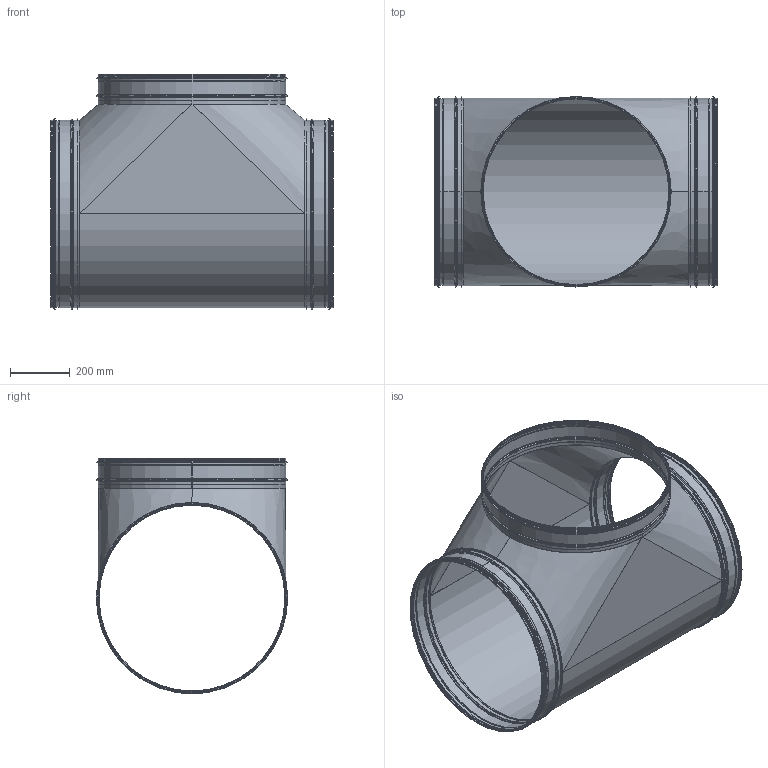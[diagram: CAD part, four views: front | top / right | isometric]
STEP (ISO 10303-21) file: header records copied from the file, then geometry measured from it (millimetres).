
FILE_DESCRIPTION((''),'2;1');
FILE_NAME('HTK_630-630.stp','2014-02-21T07:14:24',(''),(''),'Autodesk Inventor 2013','Autodesk Inventor 2013','');
FILE_SCHEMA(('AUTOMOTIVE_DESIGN { 1 2 10303 214 0 1 1 1 }'));
Length unit declared in the file: millimetre
Products named in the file (11): HTK_630-630; HTKRörämne_630-630; HTKRörämnesdel2-630-630; HTKRörämnesdel1-630-630; HTKRörämnesdel3-630-630; HTKRörämnesdel4-630-630; StosStödsick-630; StosStödsickRörämne-630; 999011; HSGMedFals-630; HSGMedFalsRörämne-630
Assembly tree (13 placements, depth 3):
  HTK_630-630
    HTKRörämne_630-630
      HTKRörämnesdel2-630-630
      HTKRörämnesdel1-630-630
      HTKRörämnesdel3-630-630
      HTKRörämnesdel4-630-630  x2
    StosStödsick-630
      StosStödsickRörämne-630
      999011
    HSGMedFals-630  x2
      HSGMedFalsRörämne-630
      999011
Bounding box: 948 x 643.13 x 791.16 mm (x, y, z)
Volume: 1280110.7 mm3; surface area: 4633059.4 mm2
Topology: 11 solids, 11 shells, 340 faces, 660 edges, 349 vertices
Faces by surface type: plane 168, torus 72, cylinder 54, cone 30, bspline 16
Full cylindrical faces by diameter (mm): 622.9 x3, 623.9 x3, 625.1 x3, 627.2 x1, 627.7 x20, 628.2 x1, 628.7 x11, 631.7 x2, 634.1 x3, 638.7 x2, 639.1 x3
Entity records: 6457 total; most frequent: CARTESIAN_POINT 1686, DIRECTION 994, ORIENTED_EDGE 792, AXIS2_PLACEMENT_3D 401, EDGE_CURVE 396, EDGE_LOOP 229, STYLED_ITEM 217, VERTEX_POINT 215
